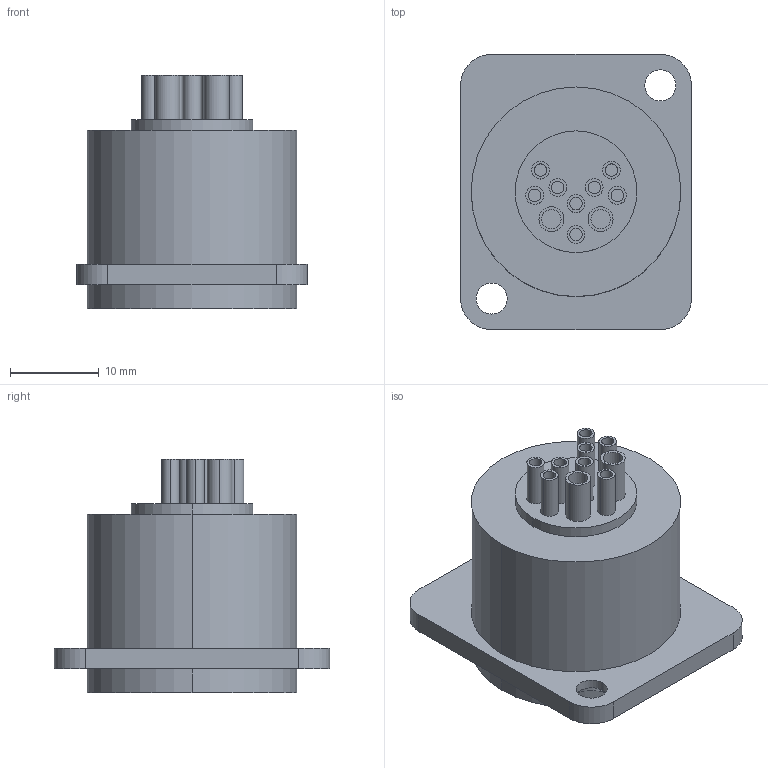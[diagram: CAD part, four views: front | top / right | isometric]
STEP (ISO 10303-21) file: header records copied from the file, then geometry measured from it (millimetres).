
FILE_DESCRIPTION((''),'2;1');
FILE_NAME('D-NC10MD-LX','2016-10-10T',('odo'),(''),'CREO PARAMETRIC BY PTC INC, 2015380','CREO PARAMETRIC BY PTC INC, 2015380','');
FILE_SCHEMA(('CONFIG_CONTROL_DESIGN'));
Length unit declared in the file: millimetre
Products named in the file (1): D-NC10MD-LX
Bounding box: 26 x 31 x 26.3 mm (x, y, z)
Volume: 6995 mm3; surface area: 5019.6 mm2
Topology: 1 solids, 1 shells, 140 faces, 288 edges, 184 vertices
Faces by surface type: cylinder 76, plane 40, bspline 20, cone 4
Entity records: 4282 total; most frequent: CARTESIAN_POINT 1152, DIRECTION 724, ORIENTED_EDGE 576, AXIS2_PLACEMENT_3D 316, EDGE_CURVE 288, CIRCLE 196, VERTEX_POINT 184, EDGE_LOOP 178
